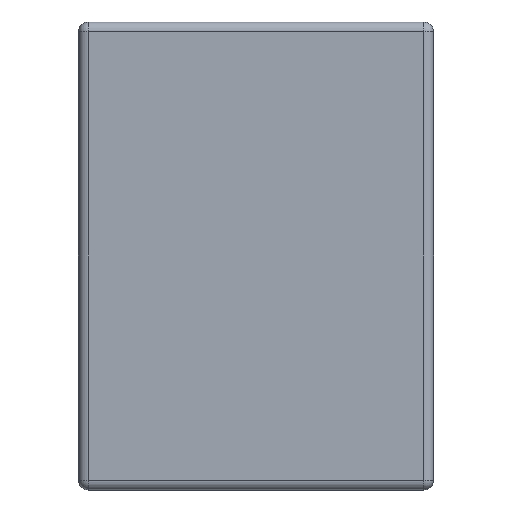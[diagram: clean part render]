
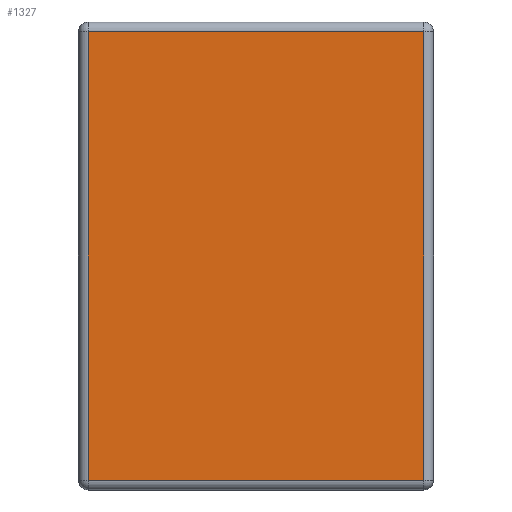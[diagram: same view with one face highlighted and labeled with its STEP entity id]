
A CAD part, left-side view. The second image highlights one B-rep face of the part: STEP entity #1327.
In plain terms, the highlighted planar face has unit normal (-1, 0, 0).
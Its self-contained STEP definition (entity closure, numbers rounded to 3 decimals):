
#43 = LINE ( 'NONE', #2010, #1036 ) ;
#249 = LINE ( 'NONE', #1655, #2844 ) ;
#422 = LINE ( 'NONE', #505, #4038 ) ;
#430 = VECTOR ( 'NONE', #968, 1000. ) ;
#505 = CARTESIAN_POINT ( 'NONE',  ( 0., 1.1, -0.03 ) ) ;
#588 = LINE ( 'NONE', #1728, #430 ) ;
#914 = DIRECTION ( 'NONE',  ( 0., 1., 0. ) ) ;
#925 = CARTESIAN_POINT ( 'NONE',  ( 0., 0., 0. ) ) ;
#950 = FACE_OUTER_BOUND ( 'NONE', #1631, .T. ) ;
#968 = DIRECTION ( 'NONE',  ( 0., 0., 1. ) ) ;
#1036 = VECTOR ( 'NONE', #1954, 1000. ) ;
#1249 = ORIENTED_EDGE ( 'NONE', *, *, #3601, .T. ) ;
#1301 = ORIENTED_EDGE ( 'NONE', *, *, #4289, .T. ) ;
#1309 = VERTEX_POINT ( 'NONE', #3693 ) ;
#1313 = PLANE ( 'NONE',  #3554 ) ;
#1327 = ADVANCED_FACE ( 'NONE', ( #950 ), #1313, .T. ) ;
#1335 = ORIENTED_EDGE ( 'NONE', *, *, #3055, .T. ) ;
#1339 = DIRECTION ( 'NONE',  ( 0., -1., 0. ) ) ;
#1569 = CARTESIAN_POINT ( 'NONE',  ( 0., 1.07, -1.42 ) ) ;
#1631 = EDGE_LOOP ( 'NONE', ( #1249, #4358, #1301, #1335 ) ) ;
#1644 = DIRECTION ( 'NONE',  ( 0., 0., 1. ) ) ;
#1655 = CARTESIAN_POINT ( 'NONE',  ( 0., 0., -1.42 ) ) ;
#1728 = CARTESIAN_POINT ( 'NONE',  ( 0., 0.03, 0. ) ) ;
#1954 = DIRECTION ( 'NONE',  ( 0., 0., -1. ) ) ;
#2010 = CARTESIAN_POINT ( 'NONE',  ( 0., 1.07, -1.45 ) ) ;
#2501 = VERTEX_POINT ( 'NONE', #3965 ) ;
#2535 = VERTEX_POINT ( 'NONE', #2589 ) ;
#2589 = CARTESIAN_POINT ( 'NONE',  ( 0., 1.07, -0.03 ) ) ;
#2780 = EDGE_CURVE ( 'NONE', #2501, #1309, #588, .T. ) ;
#2844 = VECTOR ( 'NONE', #1339, 1000. ) ;
#3055 = EDGE_CURVE ( 'NONE', #2535, #4346, #43, .T. ) ;
#3554 = AXIS2_PLACEMENT_3D ( 'NONE', #925, #4429, #1644 ) ;
#3601 = EDGE_CURVE ( 'NONE', #4346, #2501, #249, .T. ) ;
#3693 = CARTESIAN_POINT ( 'NONE',  ( 0., 0.03, -0.03 ) ) ;
#3965 = CARTESIAN_POINT ( 'NONE',  ( 0., 0.03, -1.42 ) ) ;
#4038 = VECTOR ( 'NONE', #914, 1000. ) ;
#4289 = EDGE_CURVE ( 'NONE', #1309, #2535, #422, .T. ) ;
#4346 = VERTEX_POINT ( 'NONE', #1569 ) ;
#4358 = ORIENTED_EDGE ( 'NONE', *, *, #2780, .T. ) ;
#4429 = DIRECTION ( 'NONE',  ( -1., 0., 0. ) ) ;
